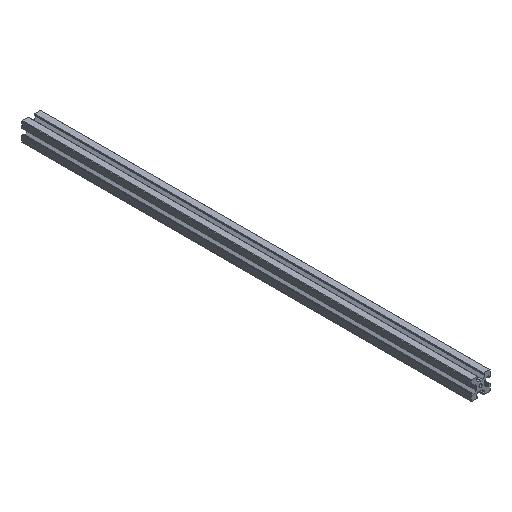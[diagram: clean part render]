
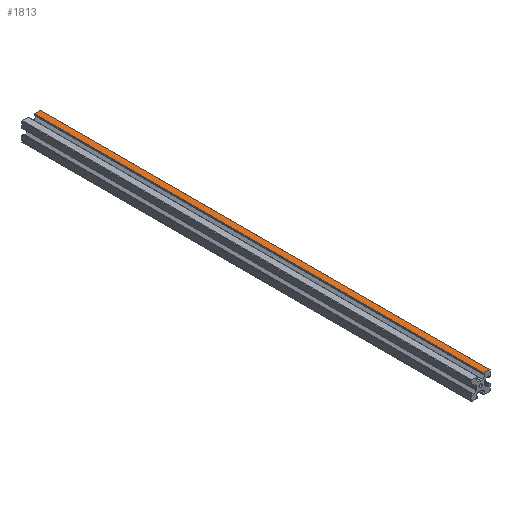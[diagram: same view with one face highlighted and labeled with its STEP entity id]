
A CAD part, isometric view. The second image highlights one B-rep face of the part: STEP entity #1813.
In plain terms, the highlighted planar face has unit normal (0, 0, 1).
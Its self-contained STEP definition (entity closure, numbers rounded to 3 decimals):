
#154 = EDGE_CURVE ( 'NONE', #222, #1266, #905, .T. ) ;
#222 = VERTEX_POINT ( 'NONE', #3242 ) ;
#372 = VECTOR ( 'NONE', #2930, 1000. ) ;
#479 = CARTESIAN_POINT ( 'NONE',  ( 19.5, 710., 0. ) ) ;
#486 = PLANE ( 'NONE',  #665 ) ;
#503 = VECTOR ( 'NONE', #1347, 1000. ) ;
#665 = AXIS2_PLACEMENT_3D ( 'NONE', #2237, #3262, #950 ) ;
#714 = ORIENTED_EDGE ( 'NONE', *, *, #2681, .T. ) ;
#840 = LINE ( 'NONE', #1577, #503 ) ;
#905 = LINE ( 'NONE', #1374, #1390 ) ;
#950 = DIRECTION ( 'NONE',  ( -1., 0., 0. ) ) ;
#1053 = VERTEX_POINT ( 'NONE', #2913 ) ;
#1062 = ORIENTED_EDGE ( 'NONE', *, *, #154, .F. ) ;
#1230 = FACE_OUTER_BOUND ( 'NONE', #2585, .T. ) ;
#1266 = VERTEX_POINT ( 'NONE', #3185 ) ;
#1347 = DIRECTION ( 'NONE',  ( 1., 0., 0. ) ) ;
#1350 = EDGE_CURVE ( 'NONE', #1053, #1266, #3032, .T. ) ;
#1374 = CARTESIAN_POINT ( 'NONE',  ( 0., 710., 0. ) ) ;
#1390 = VECTOR ( 'NONE', #2601, 1000. ) ;
#1420 = LINE ( 'NONE', #479, #372 ) ;
#1539 = EDGE_CURVE ( 'NONE', #2452, #1053, #840, .T. ) ;
#1577 = CARTESIAN_POINT ( 'NONE',  ( 0., 0., 0. ) ) ;
#1747 = DIRECTION ( 'NONE',  ( 0., 1., 0. ) ) ;
#1813 = ADVANCED_FACE ( 'NONE', ( #1230 ), #486, .F. ) ;
#2191 = ORIENTED_EDGE ( 'NONE', *, *, #1539, .T. ) ;
#2210 = CARTESIAN_POINT ( 'NONE',  ( 29., 710., 0. ) ) ;
#2237 = CARTESIAN_POINT ( 'NONE',  ( 0., 710., 0. ) ) ;
#2452 = VERTEX_POINT ( 'NONE', #2901 ) ;
#2585 = EDGE_LOOP ( 'NONE', ( #2191, #3033, #1062, #714 ) ) ;
#2601 = DIRECTION ( 'NONE',  ( 1., 0., 0. ) ) ;
#2614 = VECTOR ( 'NONE', #1747, 1000. ) ;
#2681 = EDGE_CURVE ( 'NONE', #222, #2452, #1420, .T. ) ;
#2901 = CARTESIAN_POINT ( 'NONE',  ( 19.5, 0., 0. ) ) ;
#2913 = CARTESIAN_POINT ( 'NONE',  ( 29., 0., 0. ) ) ;
#2930 = DIRECTION ( 'NONE',  ( 0., -1., 0. ) ) ;
#3032 = LINE ( 'NONE', #2210, #2614 ) ;
#3033 = ORIENTED_EDGE ( 'NONE', *, *, #1350, .T. ) ;
#3185 = CARTESIAN_POINT ( 'NONE',  ( 29., 710., 0. ) ) ;
#3242 = CARTESIAN_POINT ( 'NONE',  ( 19.5, 710., 0. ) ) ;
#3262 = DIRECTION ( 'NONE',  ( 0., 0., -1. ) ) ;
